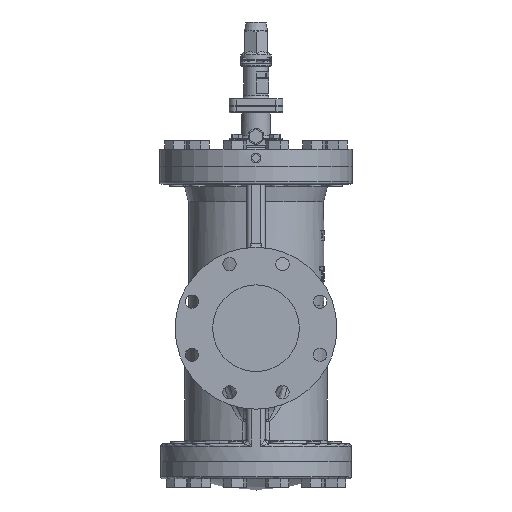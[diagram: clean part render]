
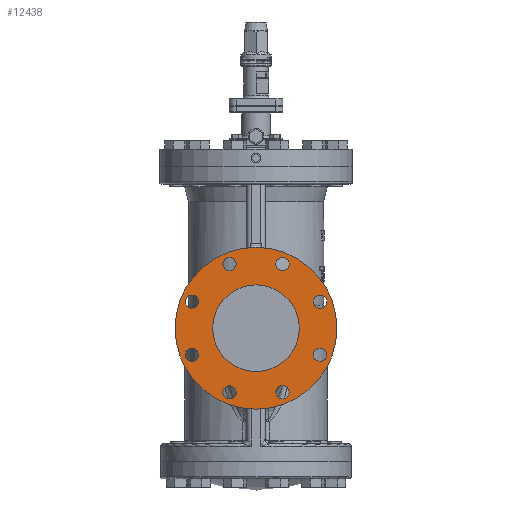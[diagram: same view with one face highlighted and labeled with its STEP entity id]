
A CAD part, left-side view. The second image highlights one B-rep face of the part: STEP entity #12438.
In plain terms, the highlighted planar face has unit normal (-1, 0, 0).
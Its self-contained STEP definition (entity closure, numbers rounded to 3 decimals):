
#424=FACE_BOUND('',#3848,.T.);
#425=FACE_BOUND('',#3849,.T.);
#426=FACE_BOUND('',#3850,.T.);
#427=FACE_BOUND('',#3851,.T.);
#428=FACE_BOUND('',#3852,.T.);
#429=FACE_BOUND('',#3853,.T.);
#430=FACE_BOUND('',#3854,.T.);
#431=FACE_BOUND('',#3855,.T.);
#432=FACE_BOUND('',#3856,.T.);
#628=PLANE('',#13299);
#3004=FACE_OUTER_BOUND('',#3847,.T.);
#3847=EDGE_LOOP('',(#8844));
#3848=EDGE_LOOP('',(#8845));
#3849=EDGE_LOOP('',(#8846));
#3850=EDGE_LOOP('',(#8847));
#3851=EDGE_LOOP('',(#8848));
#3852=EDGE_LOOP('',(#8849));
#3853=EDGE_LOOP('',(#8850));
#3854=EDGE_LOOP('',(#8851));
#3855=EDGE_LOOP('',(#8852));
#3856=EDGE_LOOP('',(#8853));
#5083=CIRCLE('',#13255,140.);
#5084=CIRCLE('',#13257,75.);
#5086=CIRCLE('',#13261,11.5);
#5087=CIRCLE('',#13263,11.5);
#5088=CIRCLE('',#13265,11.5);
#5089=CIRCLE('',#13267,11.5);
#5090=CIRCLE('',#13269,11.5);
#5091=CIRCLE('',#13271,11.5);
#5092=CIRCLE('',#13273,11.5);
#5093=CIRCLE('',#13275,11.5);
#5654=VERTEX_POINT('',#18755);
#5655=VERTEX_POINT('',#18758);
#5657=VERTEX_POINT('',#18764);
#5658=VERTEX_POINT('',#18767);
#5659=VERTEX_POINT('',#18770);
#5660=VERTEX_POINT('',#18773);
#5661=VERTEX_POINT('',#18776);
#5662=VERTEX_POINT('',#18779);
#5663=VERTEX_POINT('',#18782);
#5664=VERTEX_POINT('',#18785);
#6876=EDGE_CURVE('',#5654,#5654,#5083,.T.);
#6877=EDGE_CURVE('',#5655,#5655,#5084,.T.);
#6879=EDGE_CURVE('',#5657,#5657,#5086,.T.);
#6880=EDGE_CURVE('',#5658,#5658,#5087,.T.);
#6881=EDGE_CURVE('',#5659,#5659,#5088,.T.);
#6882=EDGE_CURVE('',#5660,#5660,#5089,.T.);
#6883=EDGE_CURVE('',#5661,#5661,#5090,.T.);
#6884=EDGE_CURVE('',#5662,#5662,#5091,.T.);
#6885=EDGE_CURVE('',#5663,#5663,#5092,.T.);
#6886=EDGE_CURVE('',#5664,#5664,#5093,.T.);
#8844=ORIENTED_EDGE('',*,*,#6876,.T.);
#8845=ORIENTED_EDGE('',*,*,#6877,.T.);
#8846=ORIENTED_EDGE('',*,*,#6879,.T.);
#8847=ORIENTED_EDGE('',*,*,#6880,.T.);
#8848=ORIENTED_EDGE('',*,*,#6881,.T.);
#8849=ORIENTED_EDGE('',*,*,#6882,.T.);
#8850=ORIENTED_EDGE('',*,*,#6883,.T.);
#8851=ORIENTED_EDGE('',*,*,#6884,.T.);
#8852=ORIENTED_EDGE('',*,*,#6885,.T.);
#8853=ORIENTED_EDGE('',*,*,#6886,.T.);
#12438=ADVANCED_FACE('',(#3004,#424,#425,#426,#427,#428,#429,#430,#431,
#432),#628,.F.);
#13255=AXIS2_PLACEMENT_3D('',#18756,#14638,#14639);
#13257=AXIS2_PLACEMENT_3D('',#18759,#14642,#14643);
#13261=AXIS2_PLACEMENT_3D('',#18765,#14650,#14651);
#13263=AXIS2_PLACEMENT_3D('',#18768,#14654,#14655);
#13265=AXIS2_PLACEMENT_3D('',#18771,#14658,#14659);
#13267=AXIS2_PLACEMENT_3D('',#18774,#14662,#14663);
#13269=AXIS2_PLACEMENT_3D('',#18777,#14666,#14667);
#13271=AXIS2_PLACEMENT_3D('',#18780,#14670,#14671);
#13273=AXIS2_PLACEMENT_3D('',#18783,#14674,#14675);
#13275=AXIS2_PLACEMENT_3D('',#18786,#14678,#14679);
#13299=AXIS2_PLACEMENT_3D('',#19750,#14734,#14735);
#14638=DIRECTION('center_axis',(-1.,0.,0.));
#14639=DIRECTION('ref_axis',(0.,0.,-1.));
#14642=DIRECTION('center_axis',(1.,0.,0.));
#14643=DIRECTION('ref_axis',(0.,0.,1.));
#14650=DIRECTION('center_axis',(1.,0.,0.));
#14651=DIRECTION('ref_axis',(0.,-0.707,0.707));
#14654=DIRECTION('center_axis',(1.,0.,0.));
#14655=DIRECTION('ref_axis',(0.,-1.,0.));
#14658=DIRECTION('center_axis',(1.,0.,0.));
#14659=DIRECTION('ref_axis',(0.,-0.707,-0.707));
#14662=DIRECTION('center_axis',(1.,0.,0.));
#14663=DIRECTION('ref_axis',(0.,0.,
-1.));
#14666=DIRECTION('center_axis',(1.,0.,0.));
#14667=DIRECTION('ref_axis',(0.,0.707,-0.707));
#14670=DIRECTION('center_axis',(1.,0.,0.));
#14671=DIRECTION('ref_axis',(0.,1.,0.));
#14674=DIRECTION('center_axis',(1.,0.,0.));
#14675=DIRECTION('ref_axis',(0.,0.707,0.707));
#14678=DIRECTION('center_axis',(1.,0.,0.));
#14679=DIRECTION('ref_axis',(0.,0.,1.));
#14734=DIRECTION('center_axis',(1.,0.,0.));
#14735=DIRECTION('ref_axis',(0.,0.,-1.));
#18755=CARTESIAN_POINT('',(-300.,0.,140.));
#18756=CARTESIAN_POINT('Origin',(-300.,0.,0.));
#18758=CARTESIAN_POINT('',(-300.,0.,75.));
#18759=CARTESIAN_POINT('Origin',(-300.,0.,0.));
#18764=CARTESIAN_POINT('',(-300.,-118.997,54.054));
#18765=CARTESIAN_POINT('Origin',(-300.,-110.866,45.922));
#18767=CARTESIAN_POINT('',(-300.,-122.366,-45.922));
#18768=CARTESIAN_POINT('Origin',(-300.,-110.866,-45.922));
#18770=CARTESIAN_POINT('',(-300.,-54.054,-118.997));
#18771=CARTESIAN_POINT('Origin',(-300.,-45.922,-110.866));
#18773=CARTESIAN_POINT('',(-300.,45.922,-122.366));
#18774=CARTESIAN_POINT('Origin',(-300.,45.922,-110.866));
#18776=CARTESIAN_POINT('',(-300.,118.997,-54.054));
#18777=CARTESIAN_POINT('Origin',(-300.,110.866,-45.922));
#18779=CARTESIAN_POINT('',(-300.,122.366,45.922));
#18780=CARTESIAN_POINT('Origin',(-300.,110.866,45.922));
#18782=CARTESIAN_POINT('',(-300.,54.054,118.997));
#18783=CARTESIAN_POINT('Origin',(-300.,45.922,110.866));
#18785=CARTESIAN_POINT('',(-300.,-45.922,122.366));
#18786=CARTESIAN_POINT('Origin',(-300.,-45.922,110.866));
#19750=CARTESIAN_POINT('Origin',(-300.,0.,0.));
